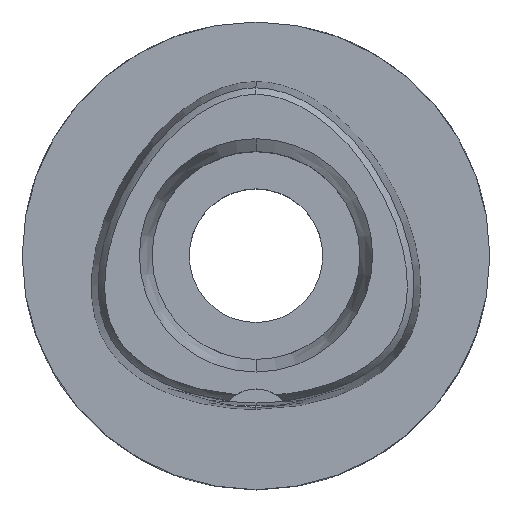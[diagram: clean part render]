
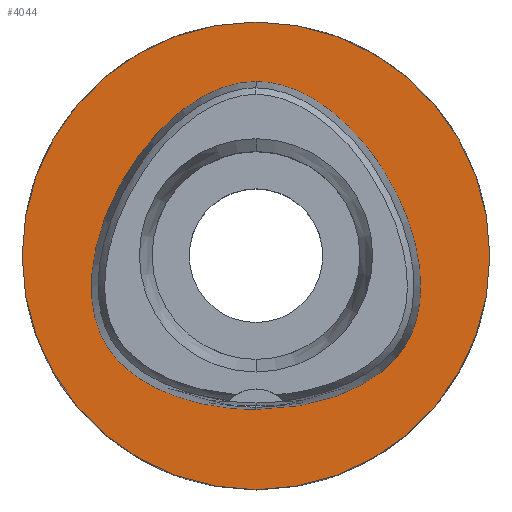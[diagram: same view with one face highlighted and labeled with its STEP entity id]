
A CAD part, top view. The second image highlights one B-rep face of the part: STEP entity #4044.
In plain terms, the highlighted planar face has unit normal (0, 0, 1).
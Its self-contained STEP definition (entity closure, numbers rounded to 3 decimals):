
#297=CARTESIAN_POINT('',(0.,0.,0.));
#298=DIRECTION('',(0.,0.,-1.));
#299=DIRECTION('',(0.,-1.,0.));
#300=AXIS2_PLACEMENT_3D('',#297,#298,#299);
#305=CARTESIAN_POINT('',(0.,0.,0.));
#306=DIRECTION('',(0.,0.,-1.));
#307=DIRECTION('',(0.,1.,0.));
#308=AXIS2_PLACEMENT_3D('',#305,#306,#307);
#313=CARTESIAN_POINT('',(0.,-20.675,0.));
#314=CARTESIAN_POINT('',(0.891,-20.675,0.));
#315=CARTESIAN_POINT('',(2.643,-20.609,
0.));
#316=CARTESIAN_POINT('',(5.22,-20.319,
0.));
#317=CARTESIAN_POINT('',(7.642,-19.857,0.));
#318=CARTESIAN_POINT('',(9.867,-19.252,0.));
#319=CARTESIAN_POINT('',(11.865,-18.534,0.));
#320=CARTESIAN_POINT('',(13.63,-17.733,0.));
#321=CARTESIAN_POINT('',(15.172,-16.87,0.));
#322=CARTESIAN_POINT('',(16.505,-15.965,0.));
#323=CARTESIAN_POINT('',(17.649,-15.029,0.));
#324=CARTESIAN_POINT('',(18.626,-14.068,0.));
#325=CARTESIAN_POINT('',(19.452,-13.088,0.));
#326=CARTESIAN_POINT('',(20.144,-12.087,0.));
#327=CARTESIAN_POINT('',(20.724,-11.041,0.));
#328=CARTESIAN_POINT('',(21.216,-9.911,0.));
#329=CARTESIAN_POINT('',(21.623,-8.666,0.));
#330=CARTESIAN_POINT('',(21.932,-7.297,0.));
#331=CARTESIAN_POINT('',(22.132,-5.79,0.));
#332=CARTESIAN_POINT('',(22.205,-4.13,0.));
#333=CARTESIAN_POINT('',(22.128,-2.308,0.));
#334=CARTESIAN_POINT('',(21.879,-0.323,0.));
#335=CARTESIAN_POINT('',(21.432,1.817,0.));
#336=CARTESIAN_POINT('',(20.77,4.086,0.));
#337=CARTESIAN_POINT('',(19.882,6.438,0.));
#338=CARTESIAN_POINT('',(18.775,8.811,0.));
#339=CARTESIAN_POINT('',(17.474,11.127,0.));
#340=CARTESIAN_POINT('',(16.015,13.324,0.));
#341=CARTESIAN_POINT('',(14.446,15.339,0.));
#342=CARTESIAN_POINT('',(12.821,17.126,0.));
#343=CARTESIAN_POINT('',(11.186,18.664,0.));
#344=CARTESIAN_POINT('',(9.577,19.952,0.));
#345=CARTESIAN_POINT('',(8.019,21.002,0.));
#346=CARTESIAN_POINT('',(6.524,21.834,0.));
#347=CARTESIAN_POINT('',(5.096,22.473,0.));
#348=CARTESIAN_POINT('',(3.736,22.94,0.));
#349=CARTESIAN_POINT('',(2.436,23.256,0.));
#350=CARTESIAN_POINT('',(1.192,23.437,
0.));
#351=CARTESIAN_POINT('',(0.392,23.475,
0.));
#352=CARTESIAN_POINT('',(0.,23.475,
0.));
#357=CARTESIAN_POINT('',(0.,23.475,
0.));
#358=CARTESIAN_POINT('',(-0.392,23.475,
0.));
#359=CARTESIAN_POINT('',(-1.192,23.437,
0.));
#360=CARTESIAN_POINT('',(-2.436,23.256,
0.));
#361=CARTESIAN_POINT('',(-3.735,22.94,0.));
#362=CARTESIAN_POINT('',(-5.096,22.473,0.));
#363=CARTESIAN_POINT('',(-6.523,21.834,0.));
#364=CARTESIAN_POINT('',(-8.019,21.002,0.));
#365=CARTESIAN_POINT('',(-9.577,19.952,0.));
#366=CARTESIAN_POINT('',(-11.185,18.665,0.));
#367=CARTESIAN_POINT('',(-12.82,17.127,0.));
#368=CARTESIAN_POINT('',(-14.445,15.339,0.));
#369=CARTESIAN_POINT('',(-16.015,13.325,0.));
#370=CARTESIAN_POINT('',(-17.473,11.128,0.));
#371=CARTESIAN_POINT('',(-18.774,8.812,0.));
#372=CARTESIAN_POINT('',(-19.881,6.44,0.));
#373=CARTESIAN_POINT('',(-20.769,4.089,0.));
#374=CARTESIAN_POINT('',(-21.432,1.821,0.));
#375=CARTESIAN_POINT('',(-21.878,-0.319,0.));
#376=CARTESIAN_POINT('',(-22.128,-2.304,0.));
#377=CARTESIAN_POINT('',(-22.205,-4.125,0.));
#378=CARTESIAN_POINT('',(-22.133,-5.785,0.));
#379=CARTESIAN_POINT('',(-21.933,-7.293,0.));
#380=CARTESIAN_POINT('',(-21.624,-8.662,0.));
#381=CARTESIAN_POINT('',(-21.218,-9.906,0.));
#382=CARTESIAN_POINT('',(-20.725,-11.039,0.));
#383=CARTESIAN_POINT('',(-20.143,-12.087,0.));
#384=CARTESIAN_POINT('',(-19.451,-13.088,0.));
#385=CARTESIAN_POINT('',(-18.627,-14.067,0.));
#386=CARTESIAN_POINT('',(-17.65,-15.028,0.));
#387=CARTESIAN_POINT('',(-16.506,-15.964,0.));
#388=CARTESIAN_POINT('',(-15.173,-16.87,0.));
#389=CARTESIAN_POINT('',(-13.632,-17.732,0.));
#390=CARTESIAN_POINT('',(-11.866,-18.534,0.));
#391=CARTESIAN_POINT('',(-9.867,-19.252,0.));
#392=CARTESIAN_POINT('',(-7.643,-19.857,0.));
#393=CARTESIAN_POINT('',(-5.22,-20.319,
0.));
#394=CARTESIAN_POINT('',(-2.643,-20.609,
0.));
#395=CARTESIAN_POINT('',(-0.891,-20.675,0.));
#396=CARTESIAN_POINT('',(0.,-20.675,0.));
#3000=VERTEX_POINT('',#357);
#3001=VERTEX_POINT('',#396);
#3006=CARTESIAN_POINT('',(0.,-31.5,0.));
#3007=CARTESIAN_POINT('',(0.,31.5,0.));
#3008=VERTEX_POINT('',#3006);
#3009=VERTEX_POINT('',#3007);
#4028=CARTESIAN_POINT('',(0.,0.,0.));
#4029=DIRECTION('',(0.,0.,-1.));
#4030=DIRECTION('',(0.,-1.,0.));
#4031=AXIS2_PLACEMENT_3D('',#4028,#4029,#4030);
#4032=PLANE('',#4031);
#4034=ORIENTED_EDGE('',*,*,#4033,.T.);
#4036=ORIENTED_EDGE('',*,*,#4035,.T.);
#4037=EDGE_LOOP('',(#4034,#4036));
#4038=FACE_OUTER_BOUND('',#4037,.F.);
#4040=ORIENTED_EDGE('',*,*,#4039,.T.);
#4041=ORIENTED_EDGE('',*,*,#4011,.T.);
#4042=EDGE_LOOP('',(#4040,#4041));
#4043=FACE_BOUND('',#4042,.F.);
#301=CIRCLE('',#300,31.5);
#309=CIRCLE('',#308,31.5);
#353=B_SPLINE_CURVE_WITH_KNOTS('',3,(#313,#314,#315,#316,#317,#318,#319,#320,
#321,#322,#323,#324,#325,#326,#327,#328,#329,#330,#331,#332,#333,#334,#335,#336,
#337,#338,#339,#340,#341,#342,#343,#344,#345,#346,#347,#348,#349,#350,#351,
#352),.UNSPECIFIED.,.F.,.F.,(4,1,1,1,1,1,1,1,1,1,1,1,1,1,1,1,1,1,1,1,1,1,1,1,1,
1,1,1,1,1,1,1,1,1,1,1,1,4),(0.,0.027,0.054,
0.081,0.108,0.135,0.162,
0.189,0.216,0.243,0.27,
0.297,0.324,0.351,0.378,
0.405,0.432,0.459,0.486,
0.514,0.541,0.568,0.595,
0.622,0.649,0.676,0.703,
0.73,0.757,0.784,0.811,
0.838,0.865,0.892,0.919,
0.946,0.973,1.),.UNSPECIFIED.);
#397=B_SPLINE_CURVE_WITH_KNOTS('',3,(#357,#358,#359,#360,#361,#362,#363,#364,
#365,#366,#367,#368,#369,#370,#371,#372,#373,#374,#375,#376,#377,#378,#379,#380,
#381,#382,#383,#384,#385,#386,#387,#388,#389,#390,#391,#392,#393,#394,#395,
#396),.UNSPECIFIED.,.F.,.F.,(4,1,1,1,1,1,1,1,1,1,1,1,1,1,1,1,1,1,1,1,1,1,1,1,1,
1,1,1,1,1,1,1,1,1,1,1,1,4),(0.,0.027,0.054,
0.081,0.108,0.135,0.162,
0.189,0.216,0.243,0.27,
0.297,0.324,0.351,0.378,
0.405,0.432,0.459,0.486,
0.514,0.541,0.568,0.595,
0.622,0.649,0.676,0.703,
0.73,0.757,0.784,0.811,
0.838,0.865,0.892,0.919,
0.946,0.973,1.),.UNSPECIFIED.);
#4011=EDGE_CURVE('',#3000,#3001,#397,.T.);
#4033=EDGE_CURVE('',#3008,#3009,#301,.T.);
#4035=EDGE_CURVE('',#3009,#3008,#309,.T.);
#4039=EDGE_CURVE('',#3001,#3000,#353,.T.);
#4044=ADVANCED_FACE('',(#4038,#4043),#4032,.F.);
